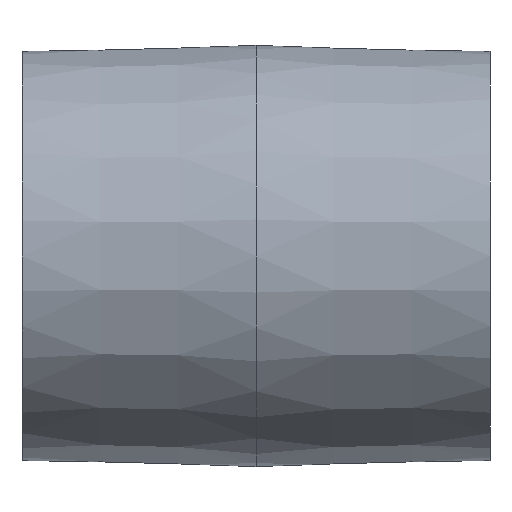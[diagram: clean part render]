
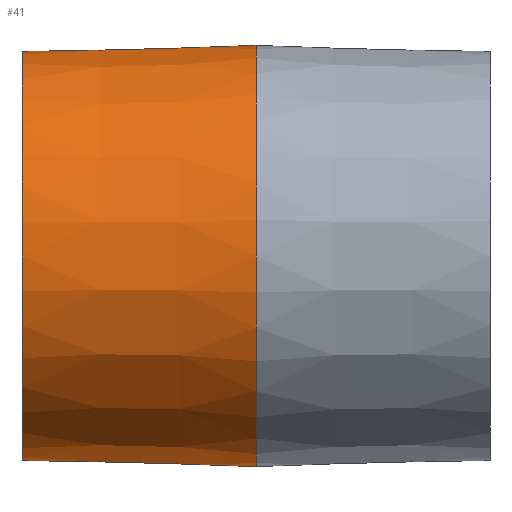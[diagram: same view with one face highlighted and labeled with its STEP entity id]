
A CAD part, front view. The second image highlights one B-rep face of the part: STEP entity #41.
In plain terms, the highlighted conical face has half-angle 1.483 degrees and reference radius 17.55 mm.
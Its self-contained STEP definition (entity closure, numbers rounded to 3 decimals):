
#41 = ADVANCED_FACE( '', ( #84, #85 ), #86, .T. );
#84 = FACE_BOUND( '', #127, .T. );
#85 = FACE_OUTER_BOUND( '', #128, .T. );
#86 = CONICAL_SURFACE( '', #129, 17.55, 0.026 );
#127 = EDGE_LOOP( '', ( #172 ) );
#128 = EDGE_LOOP( '', ( #173 ) );
#129 = AXIS2_PLACEMENT_3D( '', #174, #175, #176 );
#172 = ORIENTED_EDGE( '', *, *, #212, .T. );
#173 = ORIENTED_EDGE( '', *, *, #213, .F. );
#174 = CARTESIAN_POINT( '', ( -1.5, 0., 0. ) );
#175 = DIRECTION( '', ( 1., 0., 0. ) );
#176 = DIRECTION( '', ( 0., 1., 0. ) );
#212 = EDGE_CURVE( '', #236, #236, #237, .T. );
#213 = EDGE_CURVE( '', #238, #238, #239, .T. );
#236 = VERTEX_POINT( '', #263 );
#237 = CIRCLE( '', #264, 17.045 );
#238 = VERTEX_POINT( '', #265 );
#239 = CIRCLE( '', #266, 17.55 );
#263 = CARTESIAN_POINT( '', ( -21., 17.045, 0. ) );
#264 = AXIS2_PLACEMENT_3D( '', #291, #292, #293 );
#265 = CARTESIAN_POINT( '', ( -1.5, 17.55, 0. ) );
#266 = AXIS2_PLACEMENT_3D( '', #294, #295, #296 );
#291 = CARTESIAN_POINT( '', ( -21., 0., 0. ) );
#292 = DIRECTION( '', ( 1., 0., 0. ) );
#293 = DIRECTION( '', ( 0., 1., 0. ) );
#294 = CARTESIAN_POINT( '', ( -1.5, 0., 0. ) );
#295 = DIRECTION( '', ( 1., 0., 0. ) );
#296 = DIRECTION( '', ( 0., 1., 0. ) );
